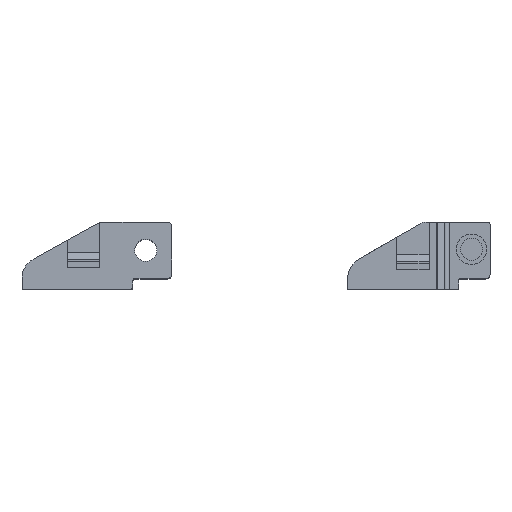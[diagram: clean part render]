
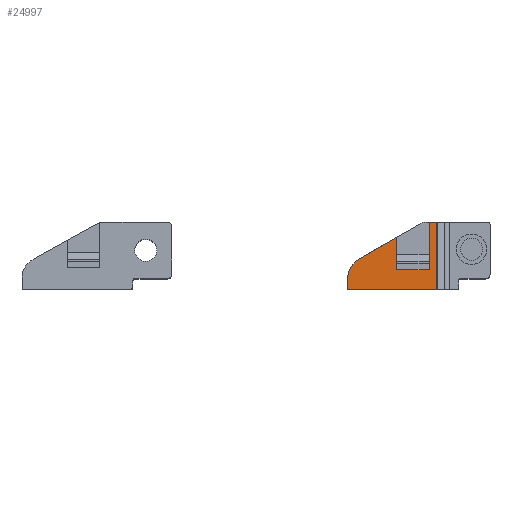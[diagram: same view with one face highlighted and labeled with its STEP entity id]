
A CAD part, top view. The second image highlights one B-rep face of the part: STEP entity #24997.
In plain terms, the highlighted planar face has unit normal (0, 0, 1).
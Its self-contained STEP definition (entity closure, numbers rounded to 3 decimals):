
#167 = CARTESIAN_POINT ( 'NONE',  ( -56.5, -18.5, 59.5 ) ) ;
#243 = DIRECTION ( 'NONE',  ( 0., 1., 0. ) ) ;
#665 = CARTESIAN_POINT ( 'NONE',  ( -52., -4.647, 59.5 ) ) ;
#731 = ORIENTED_EDGE ( 'NONE', *, *, #21120, .F. ) ;
#892 = CARTESIAN_POINT ( 'NONE',  ( -52., -4.647, 59.5 ) ) ;
#1059 = CARTESIAN_POINT ( 'NONE',  ( -19.5, 12.5, 59.5 ) ) ;
#1373 = VERTEX_POINT ( 'NONE', #665 ) ;
#1668 = LINE ( 'NONE', #9630, #5312 ) ;
#1670 = DIRECTION ( 'NONE',  ( 0., -1., 0. ) ) ;
#1942 = CARTESIAN_POINT ( 'NONE',  ( -47., -13.308, 59.5 ) ) ;
#2547 = VECTOR ( 'NONE', #21879, 1000. ) ;
#2834 = ORIENTED_EDGE ( 'NONE', *, *, #4773, .F. ) ;
#3200 = VERTEX_POINT ( 'NONE', #12420 ) ;
#3514 = CARTESIAN_POINT ( 'NONE',  ( -15.949, -18.5, 59.5 ) ) ;
#3715 = VERTEX_POINT ( 'NONE', #21465 ) ;
#4773 = EDGE_CURVE ( 'NONE', #8847, #7930, #21378, .T. ) ;
#4968 = DIRECTION ( 'NONE',  ( -1., 0., 0. ) ) ;
#5312 = VECTOR ( 'NONE', #243, 1000. ) ;
#5363 = LINE ( 'NONE', #1059, #16681 ) ;
#5402 = ORIENTED_EDGE ( 'NONE', *, *, #9142, .F. ) ;
#5471 = CARTESIAN_POINT ( 'NONE',  ( -15.949, 12.5, 59.5 ) ) ;
#5956 = VERTEX_POINT ( 'NONE', #6113 ) ;
#6113 = CARTESIAN_POINT ( 'NONE',  ( -57., -18., 59.5 ) ) ;
#6349 = DIRECTION ( 'NONE',  ( -1., 0., 0. ) ) ;
#6622 = LINE ( 'NONE', #892, #11139 ) ;
#7930 = VERTEX_POINT ( 'NONE', #167 ) ;
#8298 = LINE ( 'NONE', #16238, #19207 ) ;
#8537 = VERTEX_POINT ( 'NONE', #24339 ) ;
#8847 = VERTEX_POINT ( 'NONE', #20394 ) ;
#9142 = EDGE_CURVE ( 'NONE', #9909, #8847, #11458, .T. ) ;
#9257 = ORIENTED_EDGE ( 'NONE', *, *, #18240, .F. ) ;
#9630 = CARTESIAN_POINT ( 'NONE',  ( -57., -18., 59.5 ) ) ;
#9705 = ORIENTED_EDGE ( 'NONE', *, *, #19749, .F. ) ;
#9709 = ORIENTED_EDGE ( 'NONE', *, *, #16319, .F. ) ;
#9909 = VERTEX_POINT ( 'NONE', #23882 ) ;
#10786 = LINE ( 'NONE', #24489, #16313 ) ;
#10850 = CARTESIAN_POINT ( 'NONE',  ( -56.5, -18., 59.5 ) ) ;
#11139 = VECTOR ( 'NONE', #22670, 1000. ) ;
#11384 = DIRECTION ( 'NONE',  ( 0., 0., 1. ) ) ;
#11458 = LINE ( 'NONE', #5471, #22709 ) ;
#11750 = AXIS2_PLACEMENT_3D ( 'NONE', #15016, #11384, #21058 ) ;
#11782 = VERTEX_POINT ( 'NONE', #13137 ) ;
#11828 = LINE ( 'NONE', #19794, #2547 ) ;
#12420 = CARTESIAN_POINT ( 'NONE',  ( -19.5, 12.5, 59.5 ) ) ;
#12748 = AXIS2_PLACEMENT_3D ( 'NONE', #1942, #23358, #21792 ) ;
#12938 = EDGE_LOOP ( 'NONE', ( #18429, #23852, #9705, #731, #9709, #2834, #5402, #9257, #20529, #15736 ) ) ;
#13076 = FACE_OUTER_BOUND ( 'NONE', #12938, .T. ) ;
#13137 = CARTESIAN_POINT ( 'NONE',  ( -34.5, 5.456, 59.5 ) ) ;
#13324 = PLANE ( 'NONE',  #11750 ) ;
#14666 = DIRECTION ( 'NONE',  ( 0., 1., 0. ) ) ;
#14980 = DIRECTION ( 'NONE',  ( 0., 0., -1. ) ) ;
#15016 = CARTESIAN_POINT ( 'NONE',  ( -21.432, -4.946, 59.5 ) ) ;
#15736 = ORIENTED_EDGE ( 'NONE', *, *, #23401, .T. ) ;
#16238 = CARTESIAN_POINT ( 'NONE',  ( -19.5, -9.5, 59.5 ) ) ;
#16313 = VECTOR ( 'NONE', #14666, 1000. ) ;
#16319 = EDGE_CURVE ( 'NONE', #7930, #5956, #25822, .T. ) ;
#16681 = VECTOR ( 'NONE', #19055, 1000. ) ;
#17581 = EDGE_CURVE ( 'NONE', #3200, #8537, #5363, .T. ) ;
#18240 = EDGE_CURVE ( 'NONE', #3200, #9909, #11828, .T. ) ;
#18429 = ORIENTED_EDGE ( 'NONE', *, *, #19046, .T. ) ;
#19046 = EDGE_CURVE ( 'NONE', #3715, #11782, #10786, .T. ) ;
#19055 = DIRECTION ( 'NONE',  ( 0., -1., 0. ) ) ;
#19207 = VECTOR ( 'NONE', #6349, 1000. ) ;
#19208 = AXIS2_PLACEMENT_3D ( 'NONE', #10850, #14980, #4968 ) ;
#19248 = VECTOR ( 'NONE', #25292, 1000. ) ;
#19749 = EDGE_CURVE ( 'NONE', #19974, #1373, #23995, .T. ) ;
#19794 = CARTESIAN_POINT ( 'NONE',  ( -19.5, 12.5, 59.5 ) ) ;
#19974 = VERTEX_POINT ( 'NONE', #24602 ) ;
#20394 = CARTESIAN_POINT ( 'NONE',  ( -15.949, -18.5, 59.5 ) ) ;
#20529 = ORIENTED_EDGE ( 'NONE', *, *, #17581, .T. ) ;
#21058 = DIRECTION ( 'NONE',  ( 1., 0., 0. ) ) ;
#21120 = EDGE_CURVE ( 'NONE', #5956, #19974, #1668, .T. ) ;
#21267 = EDGE_CURVE ( 'NONE', #1373, #11782, #6622, .T. ) ;
#21378 = LINE ( 'NONE', #3514, #19248 ) ;
#21465 = CARTESIAN_POINT ( 'NONE',  ( -34.5, -9.5, 59.5 ) ) ;
#21792 = DIRECTION ( 'NONE',  ( -0.5, 0.866, 0. ) ) ;
#21879 = DIRECTION ( 'NONE',  ( 1., 0., 0. ) ) ;
#22670 = DIRECTION ( 'NONE',  ( 0.866, 0.5, 0. ) ) ;
#22709 = VECTOR ( 'NONE', #1670, 1000. ) ;
#23358 = DIRECTION ( 'NONE',  ( 0., 0., -1. ) ) ;
#23401 = EDGE_CURVE ( 'NONE', #8537, #3715, #8298, .T. ) ;
#23852 = ORIENTED_EDGE ( 'NONE', *, *, #21267, .F. ) ;
#23882 = CARTESIAN_POINT ( 'NONE',  ( -15.949, 12.5, 59.5 ) ) ;
#23995 = CIRCLE ( 'NONE', #12748, 10. ) ;
#24339 = CARTESIAN_POINT ( 'NONE',  ( -19.5, -9.5, 59.5 ) ) ;
#24489 = CARTESIAN_POINT ( 'NONE',  ( -34.5, -9.5, 59.5 ) ) ;
#24602 = CARTESIAN_POINT ( 'NONE',  ( -57., -13.308, 59.5 ) ) ;
#24997 = ADVANCED_FACE ( 'NONE', ( #13076 ), #13324, .T. ) ;
#25292 = DIRECTION ( 'NONE',  ( -1., 0., 0. ) ) ;
#25822 = CIRCLE ( 'NONE', #19208, 0.5 ) ;
